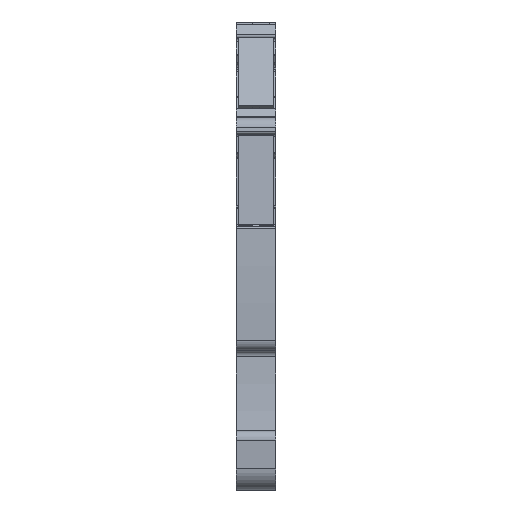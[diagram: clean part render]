
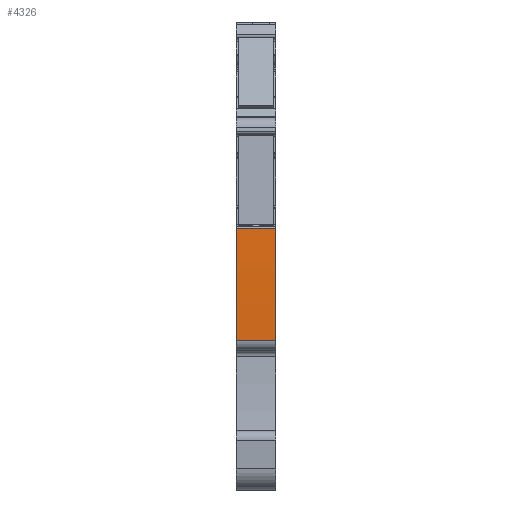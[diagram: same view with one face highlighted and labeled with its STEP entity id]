
A CAD part, front view. The second image highlights one B-rep face of the part: STEP entity #4326.
In plain terms, the highlighted cylindrical face has radius 122.822 mm (diameter 245.644 mm), a partial arc.
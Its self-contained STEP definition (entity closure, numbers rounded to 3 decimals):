
#1461=AXIS2_PLACEMENT_3D('Circle Axis2P3D',#1459,#1460,$) ;
#1468=AXIS2_PLACEMENT_3D('Circle Axis2P3D',#1466,#1467,$) ;
#3479=AXIS2_PLACEMENT_3D('Cylinder Axis2P3D',#3476,#3477,#3478) ;
#4308=AXIS2_PLACEMENT_3D('Circle Axis2P3D',#4306,#4307,$) ;
#4315=AXIS2_PLACEMENT_3D('Circle Axis2P3D',#4313,#4314,$) ;
#1456=CARTESIAN_POINT('Vertex',(0.,1.529,13.42)) ;
#1459=CARTESIAN_POINT('Axis2P3D Location',(0.,2.529,13.45)) ;
#1463=CARTESIAN_POINT('Vertex',(0.,1.528,13.45)) ;
#1466=CARTESIAN_POINT('Axis2P3D Location',(0.,124.298,17.05)) ;
#1470=CARTESIAN_POINT('Vertex',(0.,1.64,23.414)) ;
#3476=CARTESIAN_POINT('Axis2P3D Location',(1.75,124.298,17.05)) ;
#4284=CARTESIAN_POINT('Vertex',(3.5,1.64,23.414)) ;
#4287=CARTESIAN_POINT('Line Origine',(-2.25,1.64,23.414)) ;
#4299=CARTESIAN_POINT('Line Origine',(1.75,1.529,13.42)) ;
#4303=CARTESIAN_POINT('Vertex',(3.5,1.529,13.42)) ;
#4306=CARTESIAN_POINT('Axis2P3D Location',(3.5,124.298,17.05)) ;
#4310=CARTESIAN_POINT('Vertex',(3.5,1.528,13.45)) ;
#4313=CARTESIAN_POINT('Axis2P3D Location',(3.5,124.298,17.05)) ;
#1460=DIRECTION('Axis2P3D Direction',(1.,0.,0.)) ;
#1467=DIRECTION('Axis2P3D Direction',(1.,0.,0.)) ;
#3477=DIRECTION('Axis2P3D Direction',(1.,0.,0.)) ;
#3478=DIRECTION('Axis2P3D XDirection',(0.,-0.992,0.126)) ;
#4288=DIRECTION('Vector Direction',(1.,0.,0.)) ;
#4300=DIRECTION('Vector Direction',(1.,0.,0.)) ;
#4307=DIRECTION('Axis2P3D Direction',(1.,0.,0.)) ;
#4314=DIRECTION('Axis2P3D Direction',(1.,0.,0.)) ;
#4289=VECTOR('Line Direction',#4288,1.) ;
#4301=VECTOR('Line Direction',#4300,1.) ;
#4319=ORIENTED_EDGE('',*,*,#1472,.T.) ;
#4320=ORIENTED_EDGE('',*,*,#1465,.T.) ;
#4321=ORIENTED_EDGE('',*,*,#4305,.T.) ;
#4322=ORIENTED_EDGE('',*,*,#4312,.F.) ;
#4323=ORIENTED_EDGE('',*,*,#4317,.F.) ;
#4324=ORIENTED_EDGE('',*,*,#4291,.F.) ;
#4326=ADVANCED_FACE('MLD',(#4325),#3480,.T.) ;
#1462=CIRCLE('generated circle',#1461,1.) ;
#1469=CIRCLE('generated circle',#1468,122.822) ;
#4309=CIRCLE('generated circle',#4308,122.822) ;
#4316=CIRCLE('generated circle',#4315,122.822) ;
#3480=CYLINDRICAL_SURFACE('generated cylinder',#3479,122.822) ;
#1465=EDGE_CURVE('',#1464,#1457,#1462,.T.) ;
#1472=EDGE_CURVE('',#1471,#1464,#1469,.T.) ;
#4291=EDGE_CURVE('',#1471,#4285,#4290,.T.) ;
#4305=EDGE_CURVE('',#1457,#4304,#4302,.T.) ;
#4312=EDGE_CURVE('',#4311,#4304,#4309,.T.) ;
#4317=EDGE_CURVE('',#4285,#4311,#4316,.T.) ;
#4318=EDGE_LOOP('',(#4319,#4320,#4321,#4322,#4323,#4324)) ;
#4325=FACE_OUTER_BOUND('',#4318,.T.) ;
#4290=LINE('Line',#4287,#4289) ;
#4302=LINE('Line',#4299,#4301) ;
#1457=VERTEX_POINT('',#1456) ;
#1464=VERTEX_POINT('',#1463) ;
#1471=VERTEX_POINT('',#1470) ;
#4285=VERTEX_POINT('',#4284) ;
#4304=VERTEX_POINT('',#4303) ;
#4311=VERTEX_POINT('',#4310) ;
